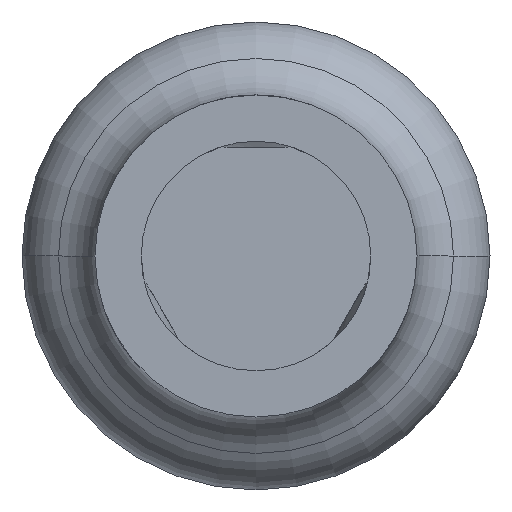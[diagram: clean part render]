
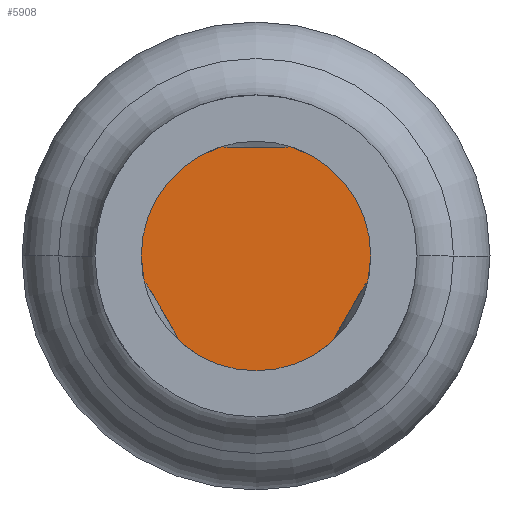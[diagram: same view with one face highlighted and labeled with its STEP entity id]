
A CAD part, front view. The second image highlights one B-rep face of the part: STEP entity #5908.
In plain terms, the highlighted planar face has unit normal (0, -1, 0).
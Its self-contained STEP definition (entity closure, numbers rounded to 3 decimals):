
#34 = PLANE ( 'NONE',  #4037 ) ;
#41 = AXIS2_PLACEMENT_3D ( 'NONE', #774, #2197, #3185 ) ;
#503 = CARTESIAN_POINT ( 'NONE',  ( 0., -24.7, 0. ) ) ;
#774 = CARTESIAN_POINT ( 'NONE',  ( 0., -24.7, 0. ) ) ;
#864 = EDGE_CURVE ( 'Defeature ausgef�hrt1_0+Defeature ausgef�hrt1_42+Defeature ausgef�hrt1_42+Defeature ausgef�hrt1_42', #5394, #1230, #3962, .T. ) ;
#1122 = CIRCLE ( 'NONE', #4196, 0.513 ) ;
#1230 = VERTEX_POINT ( 'NONE', #1855 ) ;
#1393 = DIRECTION ( 'NONE',  ( 0., 1., 0. ) ) ;
#1574 = EDGE_CURVE ( 'Defeature ausgef�hrt1_0+Defeature ausgef�hrt1_42+Defeature ausgef�hrt1_42+Defeature ausgef�hrt1_42', #1230, #5394, #1122, .T. ) ;
#1855 = CARTESIAN_POINT ( 'NONE',  ( -0.513, -24.7, 0. ) ) ;
#1878 = CARTESIAN_POINT ( 'NONE',  ( 0., -24.7, 0. ) ) ;
#1983 = DIRECTION ( 'NONE',  ( 0., 1., 0. ) ) ;
#2197 = DIRECTION ( 'NONE',  ( 0., 1., 0. ) ) ;
#2407 = DIRECTION ( 'NONE',  ( 1., 0., 0. ) ) ;
#2421 = CARTESIAN_POINT ( 'NONE',  ( 0.513, -24.7, 0. ) ) ;
#3012 = DIRECTION ( 'NONE',  ( -1., 0., 0. ) ) ;
#3185 = DIRECTION ( 'NONE',  ( 1., 0., 0. ) ) ;
#3657 = EDGE_LOOP ( 'NONE', ( #5415, #5107 ) ) ;
#3962 = CIRCLE ( 'NONE', #41, 0.513 ) ;
#4037 = AXIS2_PLACEMENT_3D ( 'NONE', #503, #1983, #3012 ) ;
#4196 = AXIS2_PLACEMENT_3D ( 'NONE', #1878, #1393, #2407 ) ;
#5107 = ORIENTED_EDGE ( 'NONE', *, *, #864, .F. ) ;
#5183 = FACE_OUTER_BOUND ( 'NONE', #3657, .T. ) ;
#5394 = VERTEX_POINT ( 'NONE', #2421 ) ;
#5415 = ORIENTED_EDGE ( 'NONE', *, *, #1574, .F. ) ;
#5908 = ADVANCED_FACE ( 'Defeature ausgef�hrt1_42', ( #5183 ), #34, .F. ) ;
